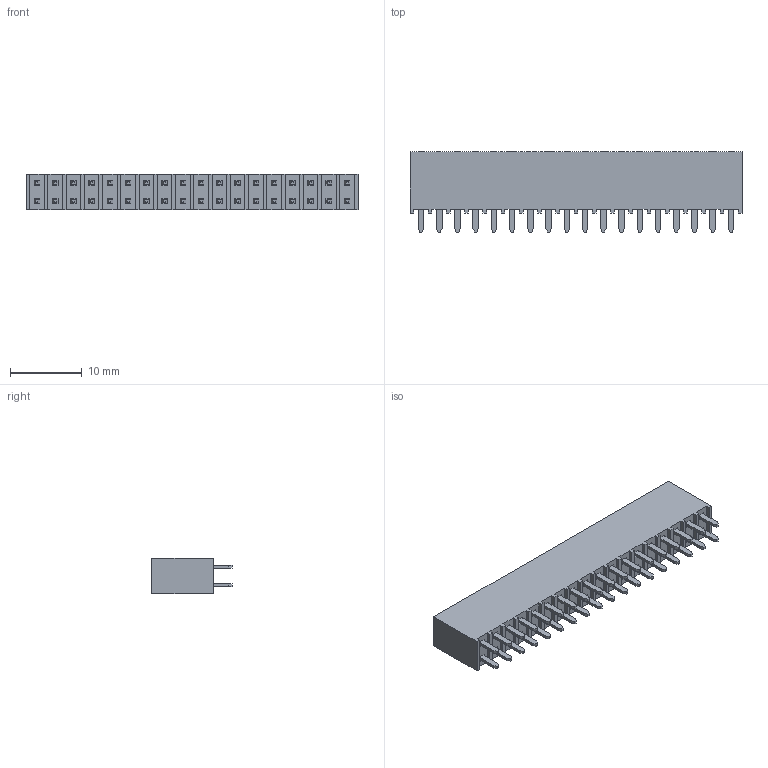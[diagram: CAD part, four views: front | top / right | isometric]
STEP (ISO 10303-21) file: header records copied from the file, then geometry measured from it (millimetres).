
FILE_DESCRIPTION(/* description */ ('STEP AP214'),/* implementation_level */ '2;1');
FILE_NAME(/* name */ 'SSW-118-21-F-D',/* time_stamp */ '2025-01-23T01:17:46+01:00',/* author */ ('License CC BY-ND 4.0'),/* organization */ ('CADENAS'),/* preprocessor_version */ 'ST-DEVELOPER v19.3',/* originating_system */ 'PARTsolutions',/* authorisation */ ' ');
FILE_SCHEMA (('AUTOMOTIVE_DESIGN {1 0 10303 214 3 1 1}'));
Length unit declared in the file: inch
Products named in the file (3): SSW-118-21-F-D; T1SSW-118-21-F-D; P2SSW-118-21-F-D
Assembly tree (2 placements, depth 2):
  SSW-118-21-F-D
    T1SSW-118-21-F-D
    P2SSW-118-21-F-D
Bounding box: 46.23 x 11.15 x 4.95 mm (x, y, z)
Volume: 1737.8 mm3; surface area: 2879.6 mm2
Topology: 2 solids, 2 shells, 480 faces, 1320 edges, 880 vertices
Faces by surface type: plane 480
Entity records: 15146 total; most frequent: CARTESIAN_POINT 2683, ORIENTED_EDGE 2640, DIRECTION 2286, EDGE_CURVE 1320, LINE 1320, VECTOR 1320, VERTEX_POINT 880, EDGE_LOOP 588
